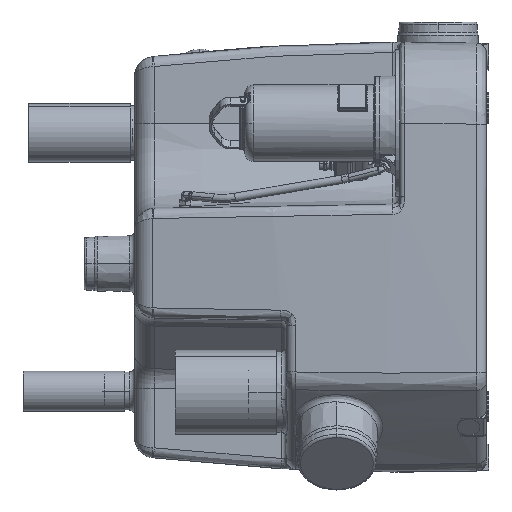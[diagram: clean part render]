
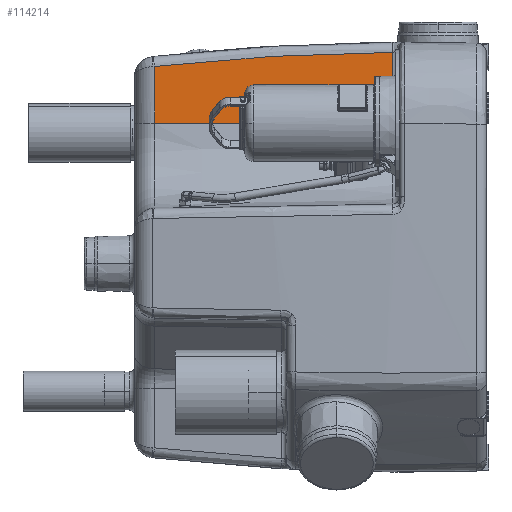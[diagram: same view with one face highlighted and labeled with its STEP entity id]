
A CAD part, left-side view. The second image highlights one B-rep face of the part: STEP entity #114214.
In plain terms, the highlighted planar face has unit normal (-1, 0.018, 0).
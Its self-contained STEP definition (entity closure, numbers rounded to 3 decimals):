
#470 = CARTESIAN_POINT ( 'NONE',  ( 300.493, 15., 653.419 ) ) ;
#473 = LINE ( 'NONE', #470, #79649 ) ;
#477 = DIRECTION ( 'NONE',  ( 0.017, 1., 0. ) ) ;
#10441 = LINE ( 'NONE', #10444, #79565 ) ;
#10444 = CARTESIAN_POINT ( 'NONE',  ( 308.954, 499.698, 493.419 ) ) ;
#10446 = DIRECTION ( 'NONE',  ( 0., 0., 1. ) ) ;
#10447 = CARTESIAN_POINT ( 'NONE',  ( 302.121, 108.256, 792.807 ) ) ;
#10448 = LINE ( 'NONE', #10455, #79825 ) ;
#10454 = CARTESIAN_POINT ( 'NONE',  ( 300.75, 29.738, 793.323 ) ) ;
#10455 = CARTESIAN_POINT ( 'NONE',  ( 300.75, 29.738, 565.932 ) ) ;
#10457 = DIRECTION ( 'NONE',  ( 0., 0., 1. ) ) ;
#10461 = CARTESIAN_POINT ( 'NONE',  ( 303.49, 186.703, 790.23 ) ) ;
#10463 = CARTESIAN_POINT ( 'NONE',  ( 306.227, 343.464, 780.95 ) ) ;
#10465 = CARTESIAN_POINT ( 'NONE',  ( 307.592, 421.669, 774.255 ) ) ;
#10467 = CARTESIAN_POINT ( 'NONE',  ( 308.954, 499.698, 765.503 ) ) ;
#44803 = CARTESIAN_POINT ( 'NONE',  ( 300.75, 29.738, 653.419 ) ) ;
#44808 = CARTESIAN_POINT ( 'NONE',  ( 308.954, 499.698, 653.419 ) ) ;
#47419 = CARTESIAN_POINT ( 'NONE',  ( 308.954, 499.698, 765.503 ) ) ;
#47421 = CARTESIAN_POINT ( 'NONE',  ( 300.75, 29.738, 793.323 ) ) ;
#63722 = AXIS2_PLACEMENT_3D ( 'NONE', #69377, #69378, #69380 ) ;
#65190 = EDGE_CURVE ( 'NONE', #127551, #127553, #473, .T. ) ;
#65406 = EDGE_CURVE ( 'NONE', #127553, #127675, #10441, .T. ) ;
#65408 = EDGE_CURVE ( 'NONE', #127551, #127677, #10448, .T. ) ;
#65409 = EDGE_CURVE ( 'NONE', #127677, #127675, #124788, .T. ) ;
#69353 = FACE_OUTER_BOUND ( 'NONE', #140416, .T. ) ;
#69355 = PLANE ( 'NONE',  #63722 ) ;
#69377 = CARTESIAN_POINT ( 'NONE',  ( 300.493, 15., 493.419 ) ) ;
#69378 = DIRECTION ( 'NONE',  ( 1., -0.017, 0. ) ) ;
#69380 = DIRECTION ( 'NONE',  ( -0.017, -1., 0. ) ) ;
#79565 = VECTOR ( 'NONE', #10446, 1000. ) ;
#79649 = VECTOR ( 'NONE', #477, 1000. ) ;
#79825 = VECTOR ( 'NONE', #10457, 1000. ) ;
#85198 = ORIENTED_EDGE ( 'NONE', *, *, #65408, .T. ) ;
#85201 = ORIENTED_EDGE ( 'NONE', *, *, #65409, .T. ) ;
#85204 = ORIENTED_EDGE ( 'NONE', *, *, #65406, .F. ) ;
#85207 = ORIENTED_EDGE ( 'NONE', *, *, #65190, .F. ) ;
#114214 = ADVANCED_FACE ( 'NONE', ( #69353 ), #69355, .F. ) ;
#124788 = B_SPLINE_CURVE_WITH_KNOTS ( 'NONE', 3,
 ( #10454, #10447, #10461, #10463, #10465, #10467 ),
 .UNSPECIFIED., .F., .F.,
 ( 4, 2, 4 ),
 ( 0., 0.5, 1. ),
 .UNSPECIFIED. ) ;
#127551 = VERTEX_POINT ( 'NONE', #44803 ) ;
#127553 = VERTEX_POINT ( 'NONE', #44808 ) ;
#127675 = VERTEX_POINT ( 'NONE', #47419 ) ;
#127677 = VERTEX_POINT ( 'NONE', #47421 ) ;
#140416 = EDGE_LOOP ( 'NONE', ( #85198, #85201, #85204, #85207 ) ) ;
